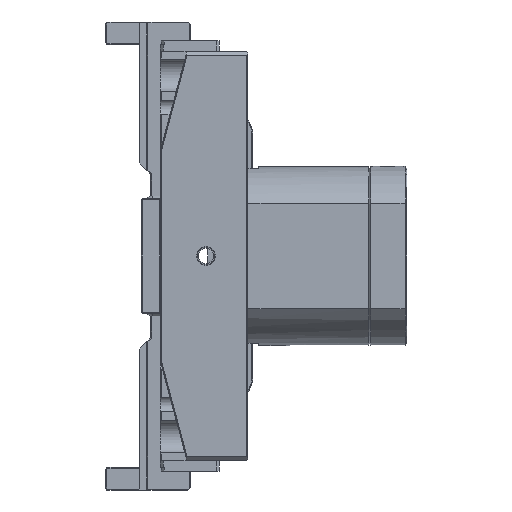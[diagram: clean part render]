
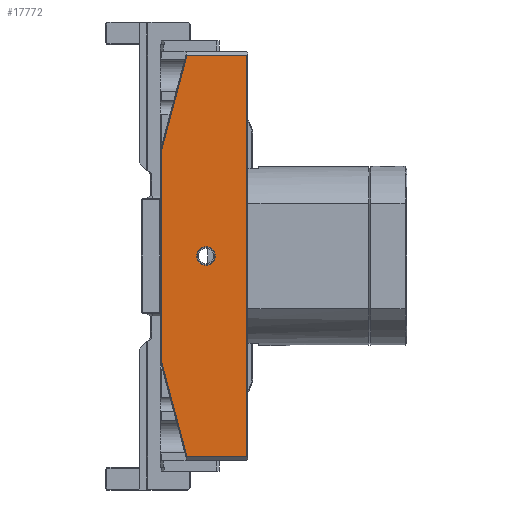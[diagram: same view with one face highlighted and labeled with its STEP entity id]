
A CAD part, left-side view. The second image highlights one B-rep face of the part: STEP entity #17772.
In plain terms, the highlighted planar face has unit normal (-1, 0, 0).
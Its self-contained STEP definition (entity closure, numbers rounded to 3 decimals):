
#2894 = DIRECTION ( 'NONE',  ( 0., 0., 1. ) ) ;
#2895 = DIRECTION ( 'NONE',  ( -1., 0., 0. ) ) ;
#2896 = AXIS2_PLACEMENT_3D ( 'NONE', #2912, #2895, #2894 ) ;
#2912 = CARTESIAN_POINT ( 'NONE',  ( -44., 22., 0. ) ) ;
#2917 = CIRCLE ( 'NONE', #2896, 4.883 ) ;
#2944 = CARTESIAN_POINT ( 'NONE',  ( -44., 22., 4.883 ) ) ;
#2985 = CARTESIAN_POINT ( 'NONE',  ( -44., 45.5, 54.934 ) ) ;
#2986 = CARTESIAN_POINT ( 'NONE',  ( -44., 31.951, 105.5 ) ) ;
#3024 = DIRECTION ( 'NONE',  ( 0., 0., 1. ) ) ;
#3025 = DIRECTION ( 'NONE',  ( -1., 0., 0. ) ) ;
#3026 = AXIS2_PLACEMENT_3D ( 'NONE', #3030, #3025, #3024 ) ;
#3027 = CIRCLE ( 'NONE', #3026, 4.883 ) ;
#3030 = CARTESIAN_POINT ( 'NONE',  ( -44., 22., 0. ) ) ;
#4711 = DIRECTION ( 'NONE',  ( 0., 0., 1. ) ) ;
#4712 = VECTOR ( 'NONE', #4711, 1000. ) ;
#4713 = CARTESIAN_POINT ( 'NONE',  ( -44., 45.5, -107.5 ) ) ;
#4714 = LINE ( 'NONE', #4713, #4712 ) ;
#5644 = FACE_BOUND ( 'NONE', #18455, .T. ) ;
#5650 = FACE_OUTER_BOUND ( 'NONE', #17774, .T. ) ;
#5665 = DIRECTION ( 'NONE',  ( 0., 0., 1. ) ) ;
#5666 = VECTOR ( 'NONE', #5665, 1000. ) ;
#5667 = CARTESIAN_POINT ( 'NONE',  ( -44., 0.5, -107.5 ) ) ;
#5668 = LINE ( 'NONE', #5667, #5666 ) ;
#5676 = DIRECTION ( 'NONE',  ( 0., 0., -1. ) ) ;
#5677 = DIRECTION ( 'NONE',  ( 1., 0., 0. ) ) ;
#5678 = CARTESIAN_POINT ( 'NONE',  ( -44., 46., -107.5 ) ) ;
#5679 = AXIS2_PLACEMENT_3D ( 'NONE', #5678, #5677, #5676 ) ;
#5680 = PLANE ( 'NONE',  #5679 ) ;
#7736 = CARTESIAN_POINT ( 'NONE',  ( -44., 45.5, -54.934 ) ) ;
#7750 = CARTESIAN_POINT ( 'NONE',  ( -44., 0.5, -105.5 ) ) ;
#7771 = DIRECTION ( 'NONE',  ( 0., 0.259, 0.966 ) ) ;
#7772 = VECTOR ( 'NONE', #7771, 1000. ) ;
#7773 = CARTESIAN_POINT ( 'NONE',  ( -44., 0.5, 105.5 ) ) ;
#7782 = DIRECTION ( 'NONE',  ( 0., 1., 0. ) ) ;
#7783 = VECTOR ( 'NONE', #7782, 1000. ) ;
#7785 = CARTESIAN_POINT ( 'NONE',  ( -44., 46., -105.5 ) ) ;
#7786 = LINE ( 'NONE', #7785, #7783 ) ;
#7787 = LINE ( 'NONE', #7803, #7772 ) ;
#7795 = CARTESIAN_POINT ( 'NONE',  ( -44., 31.951, -105.5 ) ) ;
#7803 = CARTESIAN_POINT ( 'NONE',  ( -44., 31.951, -105.5 ) ) ;
#7926 = DIRECTION ( 'NONE',  ( 0., -1., 0. ) ) ;
#7927 = VECTOR ( 'NONE', #7926, 1000. ) ;
#7928 = CARTESIAN_POINT ( 'NONE',  ( -44., 46., 105.5 ) ) ;
#7930 = LINE ( 'NONE', #7928, #7927 ) ;
#7931 = DIRECTION ( 'NONE',  ( 0., -0.259, 0.966 ) ) ;
#7932 = VECTOR ( 'NONE', #7931, 1000. ) ;
#7933 = CARTESIAN_POINT ( 'NONE',  ( -44., 45.5, 54.934 ) ) ;
#7934 = LINE ( 'NONE', #7933, #7932 ) ;
#9834 = VERTEX_POINT ( 'NONE', #23290 ) ;
#11590 = EDGE_CURVE ( 'NONE', #9834, #11606, #2917, .T. ) ;
#11606 = VERTEX_POINT ( 'NONE', #2944 ) ;
#11861 = VERTEX_POINT ( 'NONE', #2986 ) ;
#11862 = VERTEX_POINT ( 'NONE', #2985 ) ;
#11864 = EDGE_CURVE ( 'NONE', #11606, #9834, #3027, .T. ) ;
#12232 = VERTEX_POINT ( 'NONE', #7736 ) ;
#12244 = VERTEX_POINT ( 'NONE', #7750 ) ;
#12258 = EDGE_CURVE ( 'NONE', #12244, #12259, #7786, .T. ) ;
#12259 = VERTEX_POINT ( 'NONE', #7795 ) ;
#12262 = EDGE_CURVE ( 'NONE', #12259, #12232, #7787, .T. ) ;
#12264 = VERTEX_POINT ( 'NONE', #7773 ) ;
#12307 = EDGE_CURVE ( 'NONE', #11862, #11861, #7934, .T. ) ;
#12308 = EDGE_CURVE ( 'NONE', #11861, #12264, #7930, .T. ) ;
#14022 = EDGE_CURVE ( 'NONE', #12232, #11862, #4714, .T. ) ;
#17769 = ORIENTED_EDGE ( 'NONE', *, *, #12262, .F. ) ;
#17770 = ORIENTED_EDGE ( 'NONE', *, *, #11864, .F. ) ;
#17771 = ORIENTED_EDGE ( 'NONE', *, *, #12308, .F. ) ;
#17772 = ADVANCED_FACE ( 'NONE', ( #5650, #5644 ), #5680, .F. ) ;
#17773 = ORIENTED_EDGE ( 'NONE', *, *, #17779, .T. ) ;
#17774 = EDGE_LOOP ( 'NONE', ( #17775, #17773, #17771, #18453, #18456, #17769 ) ) ;
#17775 = ORIENTED_EDGE ( 'NONE', *, *, #12258, .F. ) ;
#17779 = EDGE_CURVE ( 'NONE', #12244, #12264, #5668, .T. ) ;
#18230 = ORIENTED_EDGE ( 'NONE', *, *, #11590, .F. ) ;
#18453 = ORIENTED_EDGE ( 'NONE', *, *, #12307, .F. ) ;
#18455 = EDGE_LOOP ( 'NONE', ( #17770, #18230 ) ) ;
#18456 = ORIENTED_EDGE ( 'NONE', *, *, #14022, .F. ) ;
#23290 = CARTESIAN_POINT ( 'NONE',  ( -44., 22., -4.883 ) ) ;
